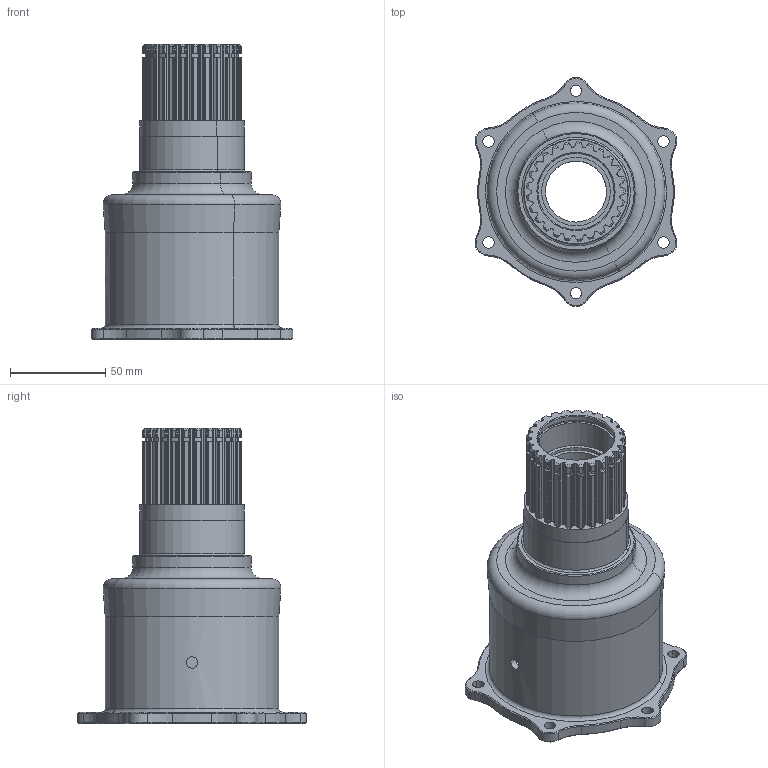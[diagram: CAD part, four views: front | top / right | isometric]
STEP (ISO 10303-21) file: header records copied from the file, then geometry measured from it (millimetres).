
FILE_DESCRIPTION(('CATIA V5 STEP Exchange'),'2;1');
FILE_NAME('cuscoshell_L.stp','2019-03-14T07:36:59+00:00',('none'),('none'),'CATIA Version 5 Release 20 GA (IN-10)','CATIA V5 STEP AP203','none');
FILE_SCHEMA(('CONFIG_CONTROL_DESIGN'));
Length unit declared in the file: millimetre
Products named in the file (1): cuscoshell_L
Bounding box: 105.79 x 120 x 154.7 mm (x, y, z)
Volume: 212833.5 mm3; surface area: 88380.2 mm2
Topology: 1 solids, 1 shells, 745 faces, 2128 edges, 1398 vertices
Faces by surface type: extrusion 318, cylinder 243, plane 95, cone 79, torus 10
Entity records: 26078 total; most frequent: CARTESIAN_POINT 8850, ORIENTED_EDGE 4256, DIRECTION 2170, EDGE_CURVE 2128, VERTEX_POINT 1398, B_SPLINE_CURVE_WITH_KNOTS 1108, VECTOR 1073, AXIS2_PLACEMENT_3D 841
